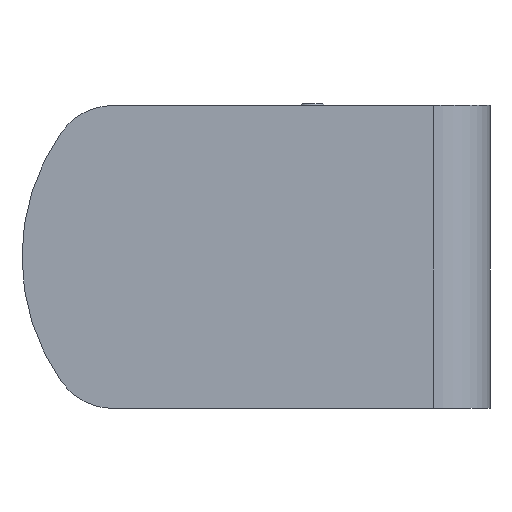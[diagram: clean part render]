
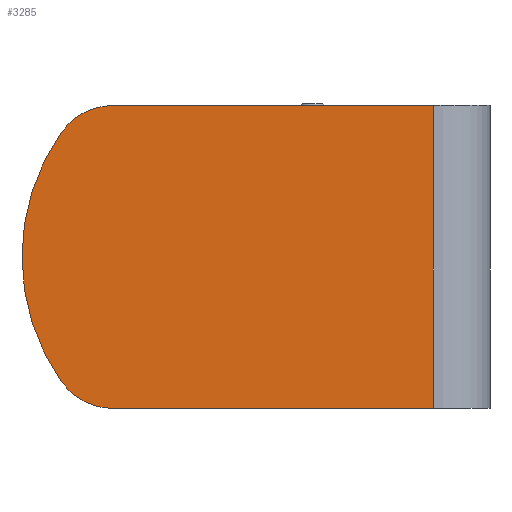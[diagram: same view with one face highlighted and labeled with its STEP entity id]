
A CAD part, front view. The second image highlights one B-rep face of the part: STEP entity #3285.
In plain terms, the highlighted planar face has unit normal (0, -1, 0).
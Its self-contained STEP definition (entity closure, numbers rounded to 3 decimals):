
#9 = ORIENTED_EDGE ( 'NONE', *, *, #7068, .T. ) ;
#62 = ORIENTED_EDGE ( 'NONE', *, *, #7212, .F. ) ;
#172 = ORIENTED_EDGE ( 'NONE', *, *, #5051, .F. ) ;
#257 = FACE_OUTER_BOUND ( 'NONE', #1471, .T. ) ;
#267 = CARTESIAN_POINT ( 'NONE',  ( 0., -14.75, -79. ) ) ;
#291 = DIRECTION ( 'NONE',  ( 0., -1., 0. ) ) ;
#579 = CARTESIAN_POINT ( 'NONE',  ( 83.5, -14.75, 0. ) ) ;
#658 = CARTESIAN_POINT ( 'NONE',  ( -23.774, -14.75, -39.5 ) ) ;
#662 = CARTESIAN_POINT ( 'NONE',  ( -13.5, -14.75, -7.013 ) ) ;
#716 = PLANE ( 'NONE',  #1698 ) ;
#718 = DIRECTION ( 'NONE',  ( 1., 0., 0. ) ) ;
#1471 = EDGE_LOOP ( 'NONE', ( #9001, #172, #2314, #62, #4821, #9125, #9 ) ) ;
#1691 = AXIS2_PLACEMENT_3D ( 'NONE', #6137, #6165, #5844 ) ;
#1698 = AXIS2_PLACEMENT_3D ( 'NONE', #267, #291, #718 ) ;
#1716 = CIRCLE ( 'NONE', #1691, 16.5 ) ;
#1720 = AXIS2_PLACEMENT_3D ( 'NONE', #3061, #3050, #3018 ) ;
#1851 = AXIS2_PLACEMENT_3D ( 'NONE', #5985, #6122, #5909 ) ;
#1880 = VECTOR ( 'NONE', #2706, 1000. ) ;
#1991 = CIRCLE ( 'NONE', #1720, 56.5 ) ;
#2097 = CIRCLE ( 'NONE', #1851, 16.5 ) ;
#2314 = ORIENTED_EDGE ( 'NONE', *, *, #4867, .F. ) ;
#2387 = AXIS2_PLACEMENT_3D ( 'NONE', #4062, #4063, #4064 ) ;
#2478 = VECTOR ( 'NONE', #3540, 1000. ) ;
#2573 = CIRCLE ( 'NONE', #2387, 56.5 ) ;
#2706 = DIRECTION ( 'NONE',  ( 1., 0., 0. ) ) ;
#2792 = LINE ( 'NONE', #2863, #1880 ) ;
#2863 = CARTESIAN_POINT ( 'NONE',  ( 0., -14.75, -79. ) ) ;
#3018 = DIRECTION ( 'NONE',  ( 1., 0., 0. ) ) ;
#3050 = DIRECTION ( 'NONE',  ( 0., 1., 0. ) ) ;
#3061 = CARTESIAN_POINT ( 'NONE',  ( 32.726, -14.75, -39.5 ) ) ;
#3285 = ADVANCED_FACE ( 'NONE', ( #257 ), #716, .T. ) ;
#3526 = CARTESIAN_POINT ( 'NONE',  ( 83.5, -14.75, -79. ) ) ;
#3536 = LINE ( 'NONE', #3526, #2478 ) ;
#3540 = DIRECTION ( 'NONE',  ( 0., 0., 1. ) ) ;
#3881 = VERTEX_POINT ( 'NONE', #579 ) ;
#4029 = VERTEX_POINT ( 'NONE', #662 ) ;
#4060 = VERTEX_POINT ( 'NONE', #658 ) ;
#4062 = CARTESIAN_POINT ( 'NONE',  ( 32.726, -14.75, -39.5 ) ) ;
#4063 = DIRECTION ( 'NONE',  ( 0., 1., 0. ) ) ;
#4064 = DIRECTION ( 'NONE',  ( 1., 0., 0. ) ) ;
#4217 = VERTEX_POINT ( 'NONE', #6896 ) ;
#4553 = VERTEX_POINT ( 'NONE', #6962 ) ;
#4626 = VERTEX_POINT ( 'NONE', #6862 ) ;
#4680 = VERTEX_POINT ( 'NONE', #6794 ) ;
#4821 = ORIENTED_EDGE ( 'NONE', *, *, #5092, .F. ) ;
#4867 = EDGE_CURVE ( 'NONE', #4060, #4029, #1991, .T. ) ;
#4880 = EDGE_CURVE ( 'NONE', #4217, #4626, #2792, .T. ) ;
#5051 = EDGE_CURVE ( 'NONE', #4029, #4680, #1716, .T. ) ;
#5092 = EDGE_CURVE ( 'NONE', #4217, #4553, #2097, .T. ) ;
#5760 = EDGE_CURVE ( 'NONE', #4680, #3881, #9352, .T. ) ;
#5844 = DIRECTION ( 'NONE',  ( 1., 0., 0. ) ) ;
#5909 = DIRECTION ( 'NONE',  ( 1., 0., 0. ) ) ;
#5985 = CARTESIAN_POINT ( 'NONE',  ( 0., -14.75, -62.5 ) ) ;
#6122 = DIRECTION ( 'NONE',  ( 0., 1., 0. ) ) ;
#6137 = CARTESIAN_POINT ( 'NONE',  ( 0., -14.75, -16.5 ) ) ;
#6165 = DIRECTION ( 'NONE',  ( 0., 1., 0. ) ) ;
#6794 = CARTESIAN_POINT ( 'NONE',  ( 0., -14.75, 0. ) ) ;
#6862 = CARTESIAN_POINT ( 'NONE',  ( 83.5, -14.75, -79. ) ) ;
#6896 = CARTESIAN_POINT ( 'NONE',  ( 0., -14.75, -79. ) ) ;
#6962 = CARTESIAN_POINT ( 'NONE',  ( -13.5, -14.75, -71.988 ) ) ;
#7068 = EDGE_CURVE ( 'NONE', #4626, #3881, #3536, .T. ) ;
#7212 = EDGE_CURVE ( 'NONE', #4553, #4060, #2573, .T. ) ;
#7289 = VECTOR ( 'NONE', #9372, 1000. ) ;
#9001 = ORIENTED_EDGE ( 'NONE', *, *, #5760, .F. ) ;
#9125 = ORIENTED_EDGE ( 'NONE', *, *, #4880, .T. ) ;
#9352 = LINE ( 'NONE', #9353, #7289 ) ;
#9353 = CARTESIAN_POINT ( 'NONE',  ( 0., -14.75, 0. ) ) ;
#9372 = DIRECTION ( 'NONE',  ( 1., 0., 0. ) ) ;
